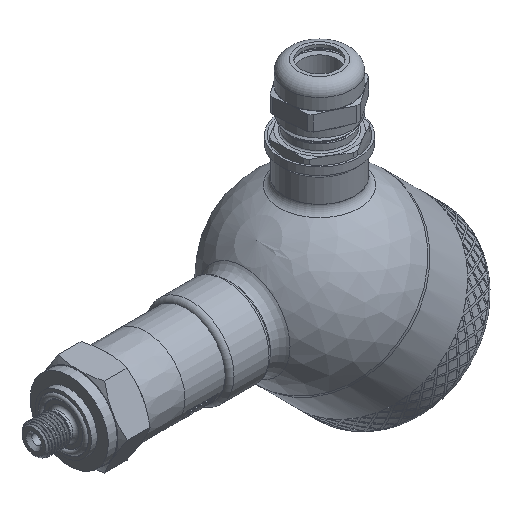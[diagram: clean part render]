
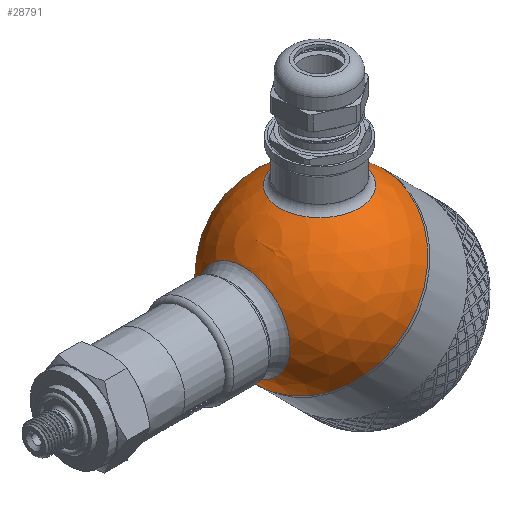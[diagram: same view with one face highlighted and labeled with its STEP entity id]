
A CAD part, isometric view. The second image highlights one B-rep face of the part: STEP entity #28791.
In plain terms, the highlighted spherical face has radius 30 mm.
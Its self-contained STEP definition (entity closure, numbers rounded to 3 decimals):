
#145=SPHERICAL_SURFACE('',#30613,30.);
#1213=FACE_BOUND('',#4209,.T.);
#1214=FACE_BOUND('',#4210,.T.);
#2361=FACE_OUTER_BOUND('',#4208,.T.);
#4208=EDGE_LOOP('',(#20756,#20757,#20758,#20759));
#4209=EDGE_LOOP('',(#20760));
#4210=EDGE_LOOP('',(#20761));
#5959=CIRCLE('',#30535,30.);
#5960=CIRCLE('',#30536,30.);
#5987=CIRCLE('',#30609,13.5);
#5990=CIRCLE('',#30614,30.);
#5991=CIRCLE('',#30615,15.643);
#11360=VERTEX_POINT('',#37825);
#11361=VERTEX_POINT('',#37827);
#11860=VERTEX_POINT('',#44214);
#11862=VERTEX_POINT('',#44221);
#11863=VERTEX_POINT('',#44223);
#14461=EDGE_CURVE('',#11360,#11361,#5959,.T.);
#14462=EDGE_CURVE('',#11361,#11360,#5960,.T.);
#15213=EDGE_CURVE('',#11860,#11860,#5987,.T.);
#15216=EDGE_CURVE('',#11361,#11862,#5990,.T.);
#15217=EDGE_CURVE('',#11863,#11863,#5991,.T.);
#20756=ORIENTED_EDGE('',*,*,#14462,.F.);
#20757=ORIENTED_EDGE('',*,*,#15216,.T.);
#20758=ORIENTED_EDGE('',*,*,#15216,.F.);
#20759=ORIENTED_EDGE('',*,*,#14461,.F.);
#20760=ORIENTED_EDGE('',*,*,#15217,.F.);
#20761=ORIENTED_EDGE('',*,*,#15213,.F.);
#28791=ADVANCED_FACE('',(#2361,#1213,#1214),#145,.T.);
#30535=AXIS2_PLACEMENT_3D('',#37828,#32195,#32196);
#30536=AXIS2_PLACEMENT_3D('',#37829,#32197,#32198);
#30609=AXIS2_PLACEMENT_3D('',#44215,#32607,#32608);
#30613=AXIS2_PLACEMENT_3D('',#44220,#32615,#32616);
#30614=AXIS2_PLACEMENT_3D('',#44222,#32617,#32618);
#30615=AXIS2_PLACEMENT_3D('',#44224,#32619,#32620);
#32195=DIRECTION('center_axis',(1.,0.,0.));
#32196=DIRECTION('ref_axis',(0.,1.,0.));
#32197=DIRECTION('center_axis',(1.,0.,0.));
#32198=DIRECTION('ref_axis',(0.,1.,0.));
#32607=DIRECTION('center_axis',(-0.707,0.,-0.707));
#32608=DIRECTION('ref_axis',(-0.707,0.,0.707));
#32615=DIRECTION('center_axis',(1.,0.,0.));
#32616=DIRECTION('ref_axis',(0.,-1.,0.));
#32617=DIRECTION('center_axis',(0.,0.,1.));
#32618=DIRECTION('ref_axis',(0.,1.,0.));
#32619=DIRECTION('center_axis',(-0.707,0.,0.707));
#32620=DIRECTION('ref_axis',(0.707,0.,0.707));
#37825=CARTESIAN_POINT('',(0.,-30.,0.));
#37827=CARTESIAN_POINT('',(0.,30.,0.));
#37828=CARTESIAN_POINT('Origin',(0.,0.,0.));
#37829=CARTESIAN_POINT('Origin',(0.,0.,0.));
#44214=CARTESIAN_POINT('',(-9.398,0.,-28.49));
#44215=CARTESIAN_POINT('Origin',(-18.944,0.,-18.944));
#44220=CARTESIAN_POINT('Origin',(0.,0.,0.));
#44221=CARTESIAN_POINT('',(-30.,0.,0.));
#44222=CARTESIAN_POINT('Origin',(0.,0.,0.));
#44223=CARTESIAN_POINT('',(-29.162,0.,7.04));
#44224=CARTESIAN_POINT('Origin',(-18.101,0.,18.101));
